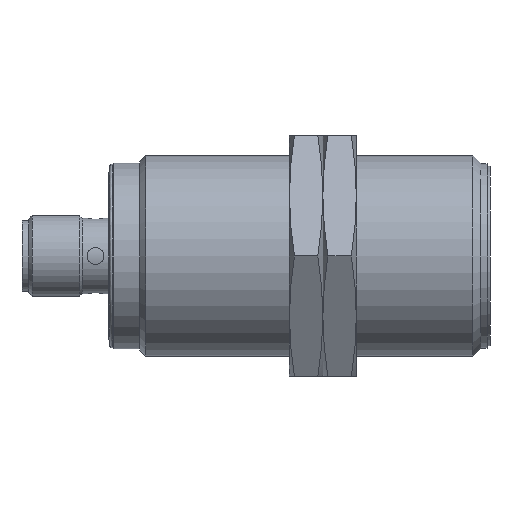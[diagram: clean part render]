
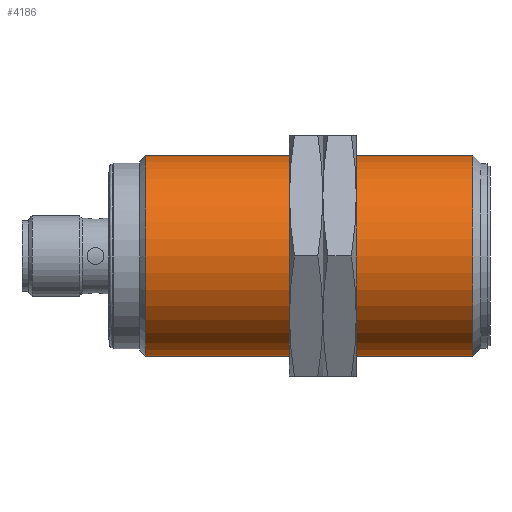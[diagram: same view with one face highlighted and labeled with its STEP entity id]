
A CAD part, front view. The second image highlights one B-rep face of the part: STEP entity #4186.
In plain terms, the highlighted cylindrical face has radius 15 mm (diameter 30 mm), a partial arc.
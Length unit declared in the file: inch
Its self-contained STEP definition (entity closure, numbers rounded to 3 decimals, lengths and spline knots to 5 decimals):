
#187 = AXIS2_PLACEMENT_3D ( 'NONE', #1917, #2271, #5326 ) ;
#312 = CARTESIAN_POINT ( 'NONE',  ( 1.69201, 0., 0. ) ) ;
#315 = CIRCLE ( 'NONE', #187, 0.59055 ) ;
#331 = LINE ( 'NONE', #4807, #1948 ) ;
#336 = DIRECTION ( 'NONE',  ( 0., 0., -1. ) ) ;
#567 = ORIENTED_EDGE ( 'NONE', *, *, #4315, .F. ) ;
#693 = LINE ( 'NONE', #3834, #2802 ) ;
#791 = VERTEX_POINT ( 'NONE', #3463 ) ;
#1415 = ORIENTED_EDGE ( 'NONE', *, *, #2930, .T. ) ;
#1817 = DIRECTION ( 'NONE',  ( 0., 0., -1. ) ) ;
#1917 = CARTESIAN_POINT ( 'NONE',  ( 2.65489, 0., 0. ) ) ;
#1948 = VECTOR ( 'NONE', #3919, 39.37008 ) ;
#2035 = CARTESIAN_POINT ( 'NONE',  ( 2.65489, 0., 0.59055 ) ) ;
#2229 = EDGE_CURVE ( 'NONE', #3843, #3679, #315, .T. ) ;
#2271 = DIRECTION ( 'NONE',  ( -1., 0., 0. ) ) ;
#2802 = VECTOR ( 'NONE', #3017, 39.37008 ) ;
#2930 = EDGE_CURVE ( 'NONE', #791, #3843, #693, .T. ) ;
#3017 = DIRECTION ( 'NONE',  ( 1., 0., 0. ) ) ;
#3219 = VERTEX_POINT ( 'NONE', #4101 ) ;
#3278 = EDGE_LOOP ( 'NONE', ( #567, #4840, #1415, #3620 ) ) ;
#3398 = AXIS2_PLACEMENT_3D ( 'NONE', #312, #4649, #336 ) ;
#3463 = CARTESIAN_POINT ( 'NONE',  ( 0.72913, 0., -0.59055 ) ) ;
#3620 = ORIENTED_EDGE ( 'NONE', *, *, #2229, .T. ) ;
#3679 = VERTEX_POINT ( 'NONE', #2035 ) ;
#3762 = EDGE_CURVE ( 'NONE', #3219, #791, #4270, .T. ) ;
#3834 = CARTESIAN_POINT ( 'NONE',  ( 1.69201, 0., -0.59055 ) ) ;
#3843 = VERTEX_POINT ( 'NONE', #4875 ) ;
#3914 = CYLINDRICAL_SURFACE ( 'NONE', #3398, 0.59055 ) ;
#3919 = DIRECTION ( 'NONE',  ( 1., 0., 0. ) ) ;
#3930 = CARTESIAN_POINT ( 'NONE',  ( 0.72913, 0., 0. ) ) ;
#4101 = CARTESIAN_POINT ( 'NONE',  ( 0.72913, 0., 0.59055 ) ) ;
#4128 = FACE_OUTER_BOUND ( 'NONE', #3278, .T. ) ;
#4186 = ADVANCED_FACE ( 'NONE', ( #4128 ), #3914, .T. ) ;
#4270 = CIRCLE ( 'NONE', #4316, 0.59055 ) ;
#4315 = EDGE_CURVE ( 'NONE', #3219, #3679, #331, .T. ) ;
#4316 = AXIS2_PLACEMENT_3D ( 'NONE', #3930, #4839, #1817 ) ;
#4649 = DIRECTION ( 'NONE',  ( 1., 0., 0. ) ) ;
#4807 = CARTESIAN_POINT ( 'NONE',  ( 1.69201, 0., 0.59055 ) ) ;
#4839 = DIRECTION ( 'NONE',  ( 1., 0., 0. ) ) ;
#4840 = ORIENTED_EDGE ( 'NONE', *, *, #3762, .T. ) ;
#4875 = CARTESIAN_POINT ( 'NONE',  ( 2.65489, 0., -0.59055 ) ) ;
#5326 = DIRECTION ( 'NONE',  ( 0., 0., -1. ) ) ;
